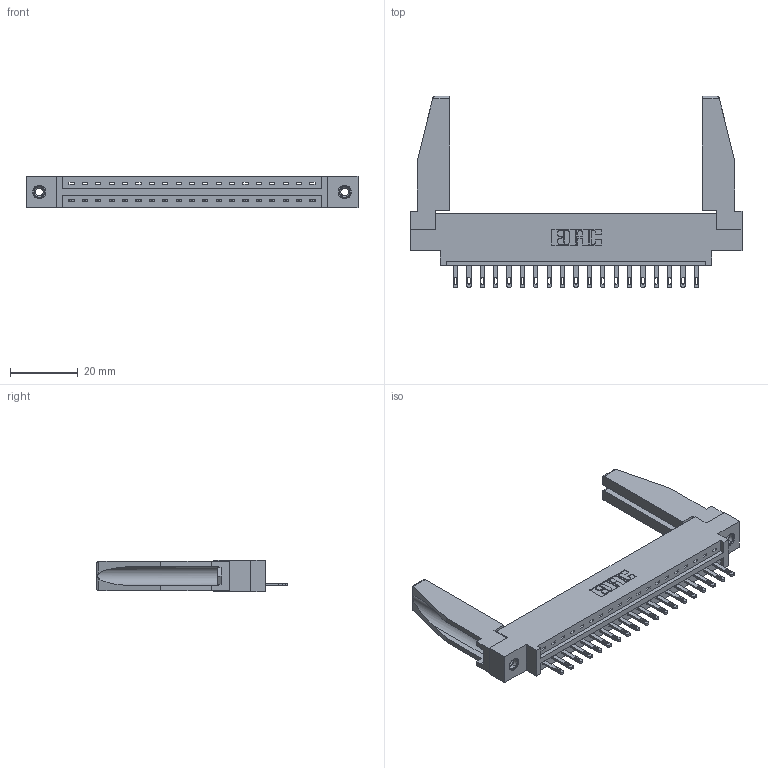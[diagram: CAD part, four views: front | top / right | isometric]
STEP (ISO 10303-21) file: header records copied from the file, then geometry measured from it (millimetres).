
FILE_DESCRIPTION (( 'STEP AP203' ), '1' );
FILE_NAME ('337-019-500-678.STEP', '2019-09-28T20:53:21', ( '' ), ( '' ), 'SwSTEP 2.0', 'SolidWorks 2016', '' );
FILE_SCHEMA (( 'CONFIG_CONTROL_DESIGN' ));
Length unit declared in the file: inch
Products named in the file (5): 345-250-001_345-250-001-102; 345-292-001_345-293-100; 307-220-078; 337 Part_0.170 Offset - 0.156 Dia-TI; 337-019-500-678
Assembly tree (24 placements, depth 2):
  337-019-500-678
    337 Part_0.170 Offset - 0.156 Dia-TI
    345-292-001_345-293-100  x19
    345-250-001_345-250-001-102  x2
    307-220-078  x2
Bounding box: 98.3 x 56.65 x 9.4 mm (x, y, z)
Volume: 13816.2 mm3; surface area: 14000.5 mm2
Topology: 24 solids, 24 shells, 1350 faces, 4073 edges, 2706 vertices
Faces by surface type: plane 918, cylinder 416, cone 12, torus 4
Entity records: 19600 total; most frequent: CARTESIAN_POINT 3405, ORIENTED_EDGE 3316, DIRECTION 2924, EDGE_CURVE 1658, LINE 1488, VECTOR 1488, VERTEX_POINT 1100, AXIS2_PLACEMENT_3D 718
